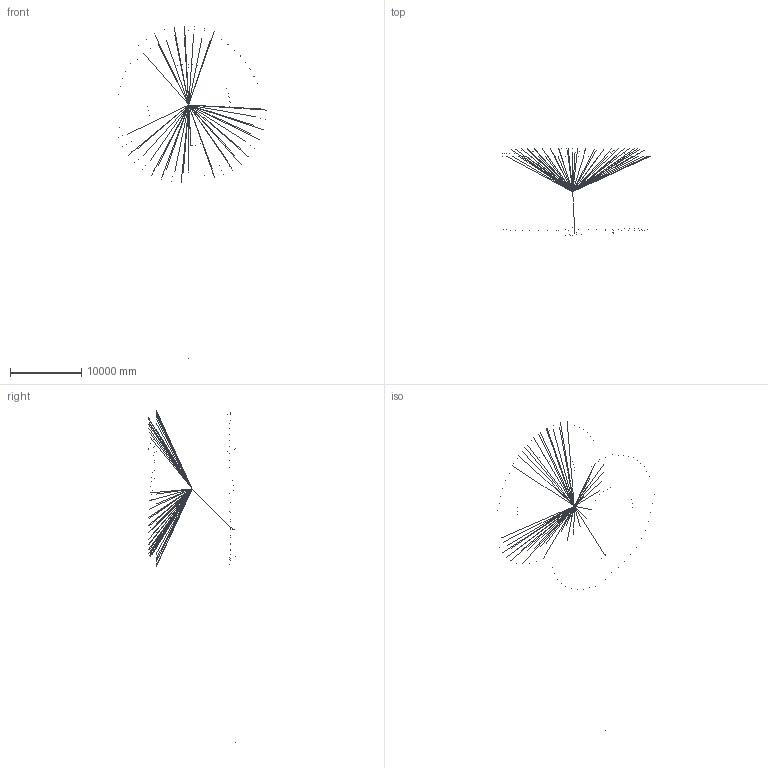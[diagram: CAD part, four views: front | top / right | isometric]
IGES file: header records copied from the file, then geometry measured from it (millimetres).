
Start section: C
Global section: file name: 7447060.igs; native system: By Siemens PLM Incorporated; preprocessor: XPlus GENERIC/IGES 17.0.49; author: Author; organization: Title; date: 20151117.080035; units: millimetre
Bounding box: 20792.69 x 12239.03 x 46589.61 mm (x, y, z)
Volume: 76817.8 mm3; surface area: 2723.4 mm2
Topology: 16 solids, 228 shells, 234 faces, 421 edges, 172 vertices
Faces by surface type: bspline 234
